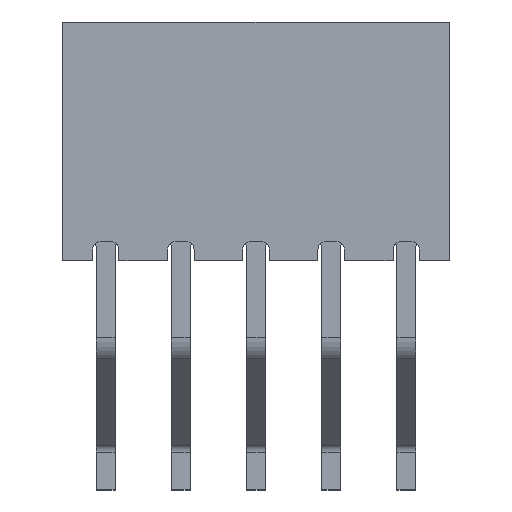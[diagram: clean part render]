
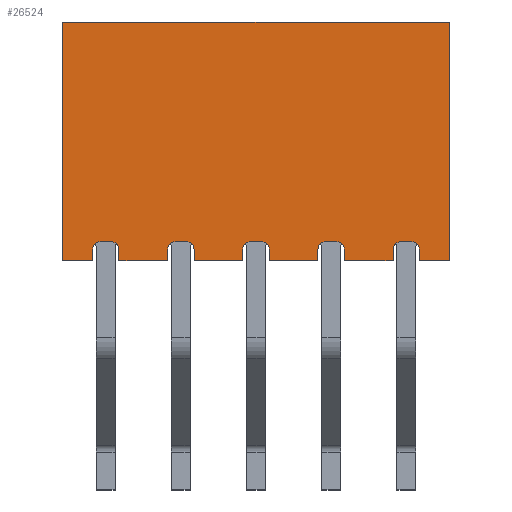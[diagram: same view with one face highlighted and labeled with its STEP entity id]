
A CAD part, top view. The second image highlights one B-rep face of the part: STEP entity #26524.
In plain terms, the highlighted planar face has unit normal (0, 0, 1).
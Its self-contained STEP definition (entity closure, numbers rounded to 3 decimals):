
#68=CIRCLE('',#27355,0.2);
#70=CIRCLE('',#27358,0.2);
#76=CIRCLE('',#27407,0.2);
#78=CIRCLE('',#27410,0.2);
#84=CIRCLE('',#27459,0.2);
#86=CIRCLE('',#27462,0.2);
#92=CIRCLE('',#27511,0.2);
#94=CIRCLE('',#27514,0.2);
#100=CIRCLE('',#27563,0.2);
#102=CIRCLE('',#27566,0.2);
#2180=ORIENTED_EDGE('',*,*,#7232,.F.);
#2181=ORIENTED_EDGE('',*,*,#7229,.F.);
#2182=ORIENTED_EDGE('',*,*,#7778,.T.);
#2183=ORIENTED_EDGE('',*,*,#7369,.F.);
#2184=ORIENTED_EDGE('',*,*,#7366,.F.);
#2185=ORIENTED_EDGE('',*,*,#7779,.F.);
#2186=ORIENTED_EDGE('',*,*,#7362,.F.);
#2187=ORIENTED_EDGE('',*,*,#7359,.F.);
#2188=ORIENTED_EDGE('',*,*,#7780,.T.);
#2189=ORIENTED_EDGE('',*,*,#7499,.F.);
#2190=ORIENTED_EDGE('',*,*,#7496,.F.);
#2191=ORIENTED_EDGE('',*,*,#7781,.F.);
#2192=ORIENTED_EDGE('',*,*,#7492,.F.);
#2193=ORIENTED_EDGE('',*,*,#7489,.F.);
#2194=ORIENTED_EDGE('',*,*,#7782,.T.);
#2195=ORIENTED_EDGE('',*,*,#7629,.F.);
#2196=ORIENTED_EDGE('',*,*,#7626,.F.);
#2197=ORIENTED_EDGE('',*,*,#7783,.F.);
#2198=ORIENTED_EDGE('',*,*,#7622,.F.);
#2199=ORIENTED_EDGE('',*,*,#7619,.F.);
#2200=ORIENTED_EDGE('',*,*,#7784,.T.);
#2201=ORIENTED_EDGE('',*,*,#7759,.F.);
#2202=ORIENTED_EDGE('',*,*,#7756,.F.);
#2203=ORIENTED_EDGE('',*,*,#7785,.F.);
#2204=ORIENTED_EDGE('',*,*,#7752,.F.);
#2205=ORIENTED_EDGE('',*,*,#7749,.F.);
#2206=ORIENTED_EDGE('',*,*,#7786,.T.);
#2207=ORIENTED_EDGE('',*,*,#7763,.T.);
#2208=ORIENTED_EDGE('',*,*,#7787,.F.);
#2209=ORIENTED_EDGE('',*,*,#7777,.F.);
#2210=ORIENTED_EDGE('',*,*,#7788,.T.);
#2211=ORIENTED_EDGE('',*,*,#7239,.F.);
#2212=ORIENTED_EDGE('',*,*,#7236,.F.);
#2213=ORIENTED_EDGE('',*,*,#7789,.F.);
#7229=EDGE_CURVE('',#10153,#10154,#12125,.T.);
#7232=EDGE_CURVE('',#10154,#10156,#68,.T.);
#7236=EDGE_CURVE('',#10159,#10160,#70,.T.);
#7239=EDGE_CURVE('',#10160,#10162,#12131,.T.);
#7359=EDGE_CURVE('',#10241,#10242,#12247,.T.);
#7362=EDGE_CURVE('',#10242,#10244,#76,.T.);
#7366=EDGE_CURVE('',#10247,#10248,#78,.T.);
#7369=EDGE_CURVE('',#10248,#10250,#12253,.T.);
#7489=EDGE_CURVE('',#10329,#10330,#12369,.T.);
#7492=EDGE_CURVE('',#10330,#10332,#84,.T.);
#7496=EDGE_CURVE('',#10335,#10336,#86,.T.);
#7499=EDGE_CURVE('',#10336,#10338,#12375,.T.);
#7619=EDGE_CURVE('',#10417,#10418,#12491,.T.);
#7622=EDGE_CURVE('',#10418,#10420,#92,.T.);
#7626=EDGE_CURVE('',#10423,#10424,#94,.T.);
#7629=EDGE_CURVE('',#10424,#10426,#12497,.T.);
#7749=EDGE_CURVE('',#10505,#10506,#12613,.T.);
#7752=EDGE_CURVE('',#10506,#10508,#100,.T.);
#7756=EDGE_CURVE('',#10511,#10512,#102,.T.);
#7759=EDGE_CURVE('',#10512,#10514,#12619,.T.);
#7763=EDGE_CURVE('',#10518,#10516,#12623,.T.);
#7777=EDGE_CURVE('',#10531,#10524,#12637,.T.);
#7778=EDGE_CURVE('',#10153,#10250,#12638,.T.);
#7779=EDGE_CURVE('',#10244,#10247,#12639,.T.);
#7780=EDGE_CURVE('',#10241,#10338,#12640,.T.);
#7781=EDGE_CURVE('',#10332,#10335,#12641,.T.);
#7782=EDGE_CURVE('',#10329,#10426,#12642,.T.);
#7783=EDGE_CURVE('',#10420,#10423,#12643,.T.);
#7784=EDGE_CURVE('',#10417,#10514,#12644,.T.);
#7785=EDGE_CURVE('',#10508,#10511,#12645,.T.);
#7786=EDGE_CURVE('',#10505,#10518,#12646,.T.);
#7787=EDGE_CURVE('',#10524,#10516,#12647,.T.);
#7788=EDGE_CURVE('',#10531,#10162,#12648,.T.);
#7789=EDGE_CURVE('',#10156,#10159,#12649,.T.);
#10153=VERTEX_POINT('',#35274);
#10154=VERTEX_POINT('',#35276);
#10156=VERTEX_POINT('',#35282);
#10159=VERTEX_POINT('',#35289);
#10160=VERTEX_POINT('',#35291);
#10162=VERTEX_POINT('',#35297);
#10241=VERTEX_POINT('',#35536);
#10242=VERTEX_POINT('',#35538);
#10244=VERTEX_POINT('',#35544);
#10247=VERTEX_POINT('',#35551);
#10248=VERTEX_POINT('',#35553);
#10250=VERTEX_POINT('',#35559);
#10329=VERTEX_POINT('',#35798);
#10330=VERTEX_POINT('',#35800);
#10332=VERTEX_POINT('',#35806);
#10335=VERTEX_POINT('',#35813);
#10336=VERTEX_POINT('',#35815);
#10338=VERTEX_POINT('',#35821);
#10417=VERTEX_POINT('',#36060);
#10418=VERTEX_POINT('',#36062);
#10420=VERTEX_POINT('',#36068);
#10423=VERTEX_POINT('',#36075);
#10424=VERTEX_POINT('',#36077);
#10426=VERTEX_POINT('',#36083);
#10505=VERTEX_POINT('',#36322);
#10506=VERTEX_POINT('',#36324);
#10508=VERTEX_POINT('',#36330);
#10511=VERTEX_POINT('',#36337);
#10512=VERTEX_POINT('',#36339);
#10514=VERTEX_POINT('',#36345);
#10516=VERTEX_POINT('',#36351);
#10518=VERTEX_POINT('',#36354);
#10524=VERTEX_POINT('',#36368);
#10531=VERTEX_POINT('',#36381);
#12125=LINE('',#35275,#14489);
#12131=LINE('',#35296,#14495);
#12247=LINE('',#35537,#14611);
#12253=LINE('',#35558,#14617);
#12369=LINE('',#35799,#14733);
#12375=LINE('',#35820,#14739);
#12491=LINE('',#36061,#14855);
#12497=LINE('',#36082,#14861);
#12613=LINE('',#36323,#14977);
#12619=LINE('',#36344,#14983);
#12623=LINE('',#36353,#14987);
#12637=LINE('',#36382,#15001);
#12638=LINE('',#36384,#15002);
#12639=LINE('',#36385,#15003);
#12640=LINE('',#36386,#15004);
#12641=LINE('',#36387,#15005);
#12642=LINE('',#36388,#15006);
#12643=LINE('',#36389,#15007);
#12644=LINE('',#36390,#15008);
#12645=LINE('',#36391,#15009);
#12646=LINE('',#36392,#15010);
#12647=LINE('',#36393,#15011);
#12648=LINE('',#36394,#15012);
#12649=LINE('',#36395,#15013);
#14489=VECTOR('',#29415,1000.);
#14495=VECTOR('',#29435,1000.);
#14611=VECTOR('',#29641,1000.);
#14617=VECTOR('',#29661,1000.);
#14733=VECTOR('',#29867,1000.);
#14739=VECTOR('',#29887,1000.);
#14855=VECTOR('',#30093,1000.);
#14861=VECTOR('',#30113,1000.);
#14977=VECTOR('',#30319,1000.);
#14983=VECTOR('',#30339,1000.);
#14987=VECTOR('',#30345,1000.);
#15001=VECTOR('',#30361,1000.);
#15002=VECTOR('',#30364,1000.);
#15003=VECTOR('',#30365,1000.);
#15004=VECTOR('',#30366,1000.);
#15005=VECTOR('',#30367,1000.);
#15006=VECTOR('',#30368,1000.);
#15007=VECTOR('',#30369,1000.);
#15008=VECTOR('',#30370,1000.);
#15009=VECTOR('',#30371,1000.);
#15010=VECTOR('',#30372,1000.);
#15011=VECTOR('',#30373,1000.);
#15012=VECTOR('',#30374,1000.);
#15013=VECTOR('',#30375,1000.);
#16742=EDGE_LOOP('',(#2180,#2181,#2182,#2183,#2184,#2185,#2186,#2187,#2188,
#2189,#2190,#2191,#2192,#2193,#2194,#2195,#2196,#2197,#2198,#2199,#2200,
#2201,#2202,#2203,#2204,#2205,#2206,#2207,#2208,#2209,#2210,#2211,#2212,
#2213));
#17792=FACE_BOUND('',#16742,.T.);
#18782=PLANE('',#27571);
#26524=ADVANCED_FACE('',(#17792),#18782,.F.);
#27355=AXIS2_PLACEMENT_3D('',#35281,#29420,#29421);
#27358=AXIS2_PLACEMENT_3D('',#35290,#29428,#29429);
#27407=AXIS2_PLACEMENT_3D('',#35543,#29646,#29647);
#27410=AXIS2_PLACEMENT_3D('',#35552,#29654,#29655);
#27459=AXIS2_PLACEMENT_3D('',#35805,#29872,#29873);
#27462=AXIS2_PLACEMENT_3D('',#35814,#29880,#29881);
#27511=AXIS2_PLACEMENT_3D('',#36067,#30098,#30099);
#27514=AXIS2_PLACEMENT_3D('',#36076,#30106,#30107);
#27563=AXIS2_PLACEMENT_3D('',#36329,#30324,#30325);
#27566=AXIS2_PLACEMENT_3D('',#36338,#30332,#30333);
#27571=AXIS2_PLACEMENT_3D('',#36383,#30362,#30363);
#29415=DIRECTION('',(0.,-1.,0.));
#29420=DIRECTION('',(0.,0.,1.));
#29421=DIRECTION('',(-1.,0.,0.));
#29428=DIRECTION('',(0.,0.,1.));
#29429=DIRECTION('',(-1.,0.,0.));
#29435=DIRECTION('',(0.,1.,0.));
#29641=DIRECTION('',(0.,-1.,0.));
#29646=DIRECTION('',(0.,0.,1.));
#29647=DIRECTION('',(-1.,0.,0.));
#29654=DIRECTION('',(0.,0.,1.));
#29655=DIRECTION('',(-1.,0.,0.));
#29661=DIRECTION('',(0.,1.,0.));
#29867=DIRECTION('',(0.,-1.,0.));
#29872=DIRECTION('',(0.,0.,1.));
#29873=DIRECTION('',(-1.,0.,0.));
#29880=DIRECTION('',(0.,0.,1.));
#29881=DIRECTION('',(-1.,0.,0.));
#29887=DIRECTION('',(0.,1.,0.));
#30093=DIRECTION('',(0.,-1.,0.));
#30098=DIRECTION('',(0.,0.,1.));
#30099=DIRECTION('',(-1.,0.,0.));
#30106=DIRECTION('',(0.,0.,1.));
#30107=DIRECTION('',(-1.,0.,0.));
#30113=DIRECTION('',(0.,1.,0.));
#30319=DIRECTION('',(0.,-1.,0.));
#30324=DIRECTION('',(0.,0.,1.));
#30325=DIRECTION('',(-1.,0.,0.));
#30332=DIRECTION('',(0.,0.,1.));
#30333=DIRECTION('',(-1.,0.,0.));
#30339=DIRECTION('',(0.,1.,0.));
#30345=DIRECTION('',(0.,-1.,0.));
#30361=DIRECTION('',(0.,-1.,0.));
#30362=DIRECTION('',(0.,0.,-1.));
#30363=DIRECTION('',(-1.,0.,0.));
#30364=DIRECTION('',(-1.,0.,0.));
#30365=DIRECTION('',(1.,0.,0.));
#30366=DIRECTION('',(-1.,0.,0.));
#30367=DIRECTION('',(1.,0.,0.));
#30368=DIRECTION('',(-1.,0.,0.));
#30369=DIRECTION('',(1.,0.,0.));
#30370=DIRECTION('',(-1.,0.,0.));
#30371=DIRECTION('',(1.,0.,0.));
#30372=DIRECTION('',(-1.,0.,0.));
#30373=DIRECTION('',(-1.,0.,0.));
#30374=DIRECTION('',(-1.,0.,0.));
#30375=DIRECTION('',(1.,0.,0.));
#35274=CARTESIAN_POINT('',(3.65,3.175,2.));
#35275=CARTESIAN_POINT('',(3.65,3.175,2.));
#35276=CARTESIAN_POINT('',(3.65,2.875,2.));
#35281=CARTESIAN_POINT('',(3.85,2.875,2.));
#35282=CARTESIAN_POINT('',(3.85,2.675,2.));
#35289=CARTESIAN_POINT('',(4.15,2.675,2.));
#35290=CARTESIAN_POINT('',(4.15,2.875,2.));
#35291=CARTESIAN_POINT('',(4.35,2.875,2.));
#35296=CARTESIAN_POINT('',(4.35,2.875,2.));
#35297=CARTESIAN_POINT('',(4.35,3.175,2.));
#35536=CARTESIAN_POINT('',(1.65,3.175,2.));
#35537=CARTESIAN_POINT('',(1.65,3.175,2.));
#35538=CARTESIAN_POINT('',(1.65,2.875,2.));
#35543=CARTESIAN_POINT('',(1.85,2.875,2.));
#35544=CARTESIAN_POINT('',(1.85,2.675,2.));
#35551=CARTESIAN_POINT('',(2.15,2.675,2.));
#35552=CARTESIAN_POINT('',(2.15,2.875,2.));
#35553=CARTESIAN_POINT('',(2.35,2.875,2.));
#35558=CARTESIAN_POINT('',(2.35,2.875,2.));
#35559=CARTESIAN_POINT('',(2.35,3.175,2.));
#35798=CARTESIAN_POINT('',(-0.35,3.175,2.));
#35799=CARTESIAN_POINT('',(-0.35,3.175,2.));
#35800=CARTESIAN_POINT('',(-0.35,2.875,2.));
#35805=CARTESIAN_POINT('',(-0.15,2.875,2.));
#35806=CARTESIAN_POINT('',(-0.15,2.675,2.));
#35813=CARTESIAN_POINT('',(0.15,2.675,2.));
#35814=CARTESIAN_POINT('',(0.15,2.875,2.));
#35815=CARTESIAN_POINT('',(0.35,2.875,2.));
#35820=CARTESIAN_POINT('',(0.35,2.875,2.));
#35821=CARTESIAN_POINT('',(0.35,3.175,2.));
#36060=CARTESIAN_POINT('',(-2.35,3.175,2.));
#36061=CARTESIAN_POINT('',(-2.35,3.175,2.));
#36062=CARTESIAN_POINT('',(-2.35,2.875,2.));
#36067=CARTESIAN_POINT('',(-2.15,2.875,2.));
#36068=CARTESIAN_POINT('',(-2.15,2.675,2.));
#36075=CARTESIAN_POINT('',(-1.85,2.675,2.));
#36076=CARTESIAN_POINT('',(-1.85,2.875,2.));
#36077=CARTESIAN_POINT('',(-1.65,2.875,2.));
#36082=CARTESIAN_POINT('',(-1.65,2.875,2.));
#36083=CARTESIAN_POINT('',(-1.65,3.175,2.));
#36322=CARTESIAN_POINT('',(-4.35,3.175,2.));
#36323=CARTESIAN_POINT('',(-4.35,3.175,2.));
#36324=CARTESIAN_POINT('',(-4.35,2.875,2.));
#36329=CARTESIAN_POINT('',(-4.15,2.875,2.));
#36330=CARTESIAN_POINT('',(-4.15,2.675,2.));
#36337=CARTESIAN_POINT('',(-3.85,2.675,2.));
#36338=CARTESIAN_POINT('',(-3.85,2.875,2.));
#36339=CARTESIAN_POINT('',(-3.65,2.875,2.));
#36344=CARTESIAN_POINT('',(-3.65,2.875,2.));
#36345=CARTESIAN_POINT('',(-3.65,3.175,2.));
#36351=CARTESIAN_POINT('',(-5.15,-3.175,2.));
#36353=CARTESIAN_POINT('',(-5.15,3.175,2.));
#36354=CARTESIAN_POINT('',(-5.15,3.175,2.));
#36368=CARTESIAN_POINT('',(5.15,-3.175,2.));
#36381=CARTESIAN_POINT('',(5.15,3.175,2.));
#36382=CARTESIAN_POINT('',(5.15,3.175,2.));
#36383=CARTESIAN_POINT('',(5.15,3.175,2.));
#36384=CARTESIAN_POINT('',(5.15,3.175,2.));
#36385=CARTESIAN_POINT('',(1.85,2.675,2.));
#36386=CARTESIAN_POINT('',(5.15,3.175,2.));
#36387=CARTESIAN_POINT('',(-0.15,2.675,2.));
#36388=CARTESIAN_POINT('',(5.15,3.175,2.));
#36389=CARTESIAN_POINT('',(-2.15,2.675,2.));
#36390=CARTESIAN_POINT('',(5.15,3.175,2.));
#36391=CARTESIAN_POINT('',(-4.15,2.675,2.));
#36392=CARTESIAN_POINT('',(5.15,3.175,2.));
#36393=CARTESIAN_POINT('',(5.15,-3.175,2.));
#36394=CARTESIAN_POINT('',(5.15,3.175,2.));
#36395=CARTESIAN_POINT('',(3.85,2.675,2.));
